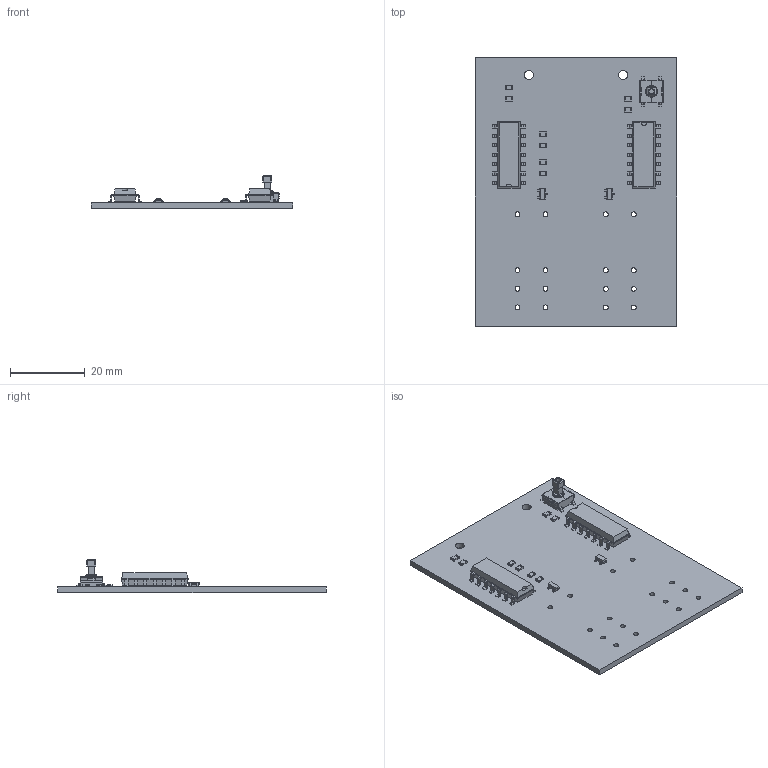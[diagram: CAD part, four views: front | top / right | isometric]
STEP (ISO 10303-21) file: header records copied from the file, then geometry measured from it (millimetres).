
FILE_DESCRIPTION(('KiCad electronic assembly'),'2;1');
FILE_NAME('SDCreset.step','2024-08-11T17:02:57',('Pcbnew'),('Kicad'), 'Open CASCADE STEP processor 7.8','KiCad to STEP converter','Unknown' );
FILE_SCHEMA(('AUTOMOTIVE_DESIGN { 1 0 10303 214 1 1 1 1 }'));
Length unit declared in the file: millimetre
Products named in the file (10): SDCreset 1; SOT-23; SOT_23; DIP-14_W7.62mm_SMDSocket; DIP_14_W762mm_SMDSocket; R_0805_2012Metric; SW_SPST_Omron_B3FS-105xP; SDCreset_PCB
Assembly tree (18 placements, depth 3):
  SDCreset 1
    SOT-23  x2
      SOT_23
    DIP-14_W7.62mm_SMDSocket  x2
      DIP_14_W762mm_SMDSocket
    R_0805_2012Metric  x8
      R_0805_2012Metric
    SW_SPST_Omron_B3FS-105xP
      SW_SPST_Omron_B3FS-105xP
    SDCreset_PCB
Bounding box: 54 x 72 x 8.95 mm (x, y, z)
Volume: 6983.4 mm3; surface area: 9544.3 mm2
Topology: 20 solids, 20 shells, 1077 faces, 2725 edges, 1681 vertices
Faces by surface type: plane 671, cylinder 267, bspline 138, torus 1
Full cylindrical faces by diameter (mm): 1.3 x16, 1.4 x1, 2.41 x2, 3 x1, 3.2 x1
Entity records: 21172 total; most frequent: CARTESIAN_POINT 3459, ORIENTED_EDGE 2866, DIRECTION 2710, EDGE_CURVE 1433, LINE 1076, VECTOR 1076, VERTEX_POINT 877, AXIS2_PLACEMENT_3D 817
